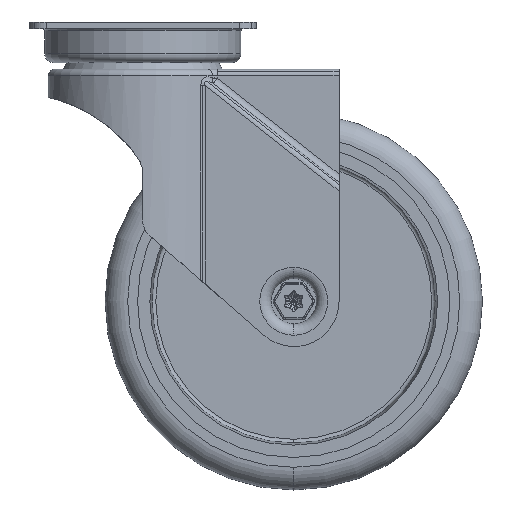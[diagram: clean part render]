
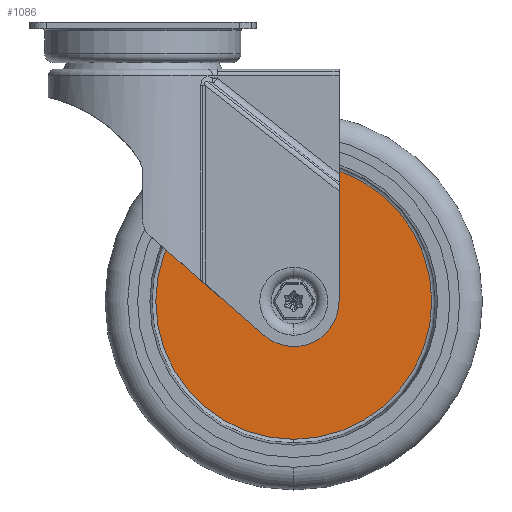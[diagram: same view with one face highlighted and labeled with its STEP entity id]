
A CAD part, front view. The second image highlights one B-rep face of the part: STEP entity #1086.
In plain terms, the highlighted planar face has unit normal (0, -1, 0).
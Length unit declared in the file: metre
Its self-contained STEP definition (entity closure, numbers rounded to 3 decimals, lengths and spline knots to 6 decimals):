
#1086=ADVANCED_FACE('',(#1813,#1814),#1815,.T.);
#1813=FACE_OUTER_BOUND('',#3918,.T.);
#1814=FACE_BOUND('',#3919,.T.);
#1815=PLANE('',#3920);
#3918=EDGE_LOOP('',(#13316,#13317));
#3919=EDGE_LOOP('',(#13318,#13319));
#3920=AXIS2_PLACEMENT_3D('',#13320,#13321,#13322);
#13316=ORIENTED_EDGE('',*,*,#15368,.F.);
#13317=ORIENTED_EDGE('',*,*,#15418,.F.);
#13318=ORIENTED_EDGE('',*,*,#15403,.T.);
#13319=ORIENTED_EDGE('',*,*,#15404,.T.);
#13320=CARTESIAN_POINT('',(0.0,-0.003,0.022534));
#13321=DIRECTION('',(0.0,-1.0,0.0));
#13322=DIRECTION('',(0.0,0.0,-1.0));
#15368=EDGE_CURVE('',#16748,#16751,#16752,.T.);
#15403=EDGE_CURVE('',#16812,#16814,#16816,.T.);
#15404=EDGE_CURVE('',#16814,#16812,#16817,.T.);
#15418=EDGE_CURVE('',#16751,#16748,#16831,.T.);
#16748=VERTEX_POINT('',#19335);
#16751=VERTEX_POINT('',#19338);
#16752=CIRCLE('',#19339,0.036567);
#16812=VERTEX_POINT('',#19411);
#16814=VERTEX_POINT('',#19413);
#16816=CIRCLE('',#19415,0.0085);
#16817=CIRCLE('',#19416,0.0085);
#16831=CIRCLE('',#19430,0.036567);
#19335=CARTESIAN_POINT('',(0.0,-0.003,0.036567));
#19338=CARTESIAN_POINT('',(0.,-0.003,-0.036567));
#19339=AXIS2_PLACEMENT_3D('',#30472,#30473,#30474);
#19411=CARTESIAN_POINT('',(0.0,-0.003,0.0085));
#19413=CARTESIAN_POINT('',(0.,-0.003,-0.0085));
#19415=AXIS2_PLACEMENT_3D('',#30553,#30554,#30555);
#19416=AXIS2_PLACEMENT_3D('',#30556,#30557,#30558);
#19430=AXIS2_PLACEMENT_3D('',#30598,#30599,#30600);
#30472=CARTESIAN_POINT('',(0.0,-0.003,0.0));
#30473=DIRECTION('',(0.0,1.0,0.0));
#30474=DIRECTION('',(0.0,0.0,1.0));
#30553=CARTESIAN_POINT('',(0.0,-0.003,0.0));
#30554=DIRECTION('',(0.0,1.0,0.0));
#30555=DIRECTION('',(0.0,0.0,1.0));
#30556=CARTESIAN_POINT('',(0.0,-0.003,0.0));
#30557=DIRECTION('',(0.0,1.0,0.0));
#30558=DIRECTION('',(0.0,0.0,1.0));
#30598=CARTESIAN_POINT('',(0.0,-0.003,0.0));
#30599=DIRECTION('',(0.0,1.0,0.0));
#30600=DIRECTION('',(0.0,0.0,1.0));
